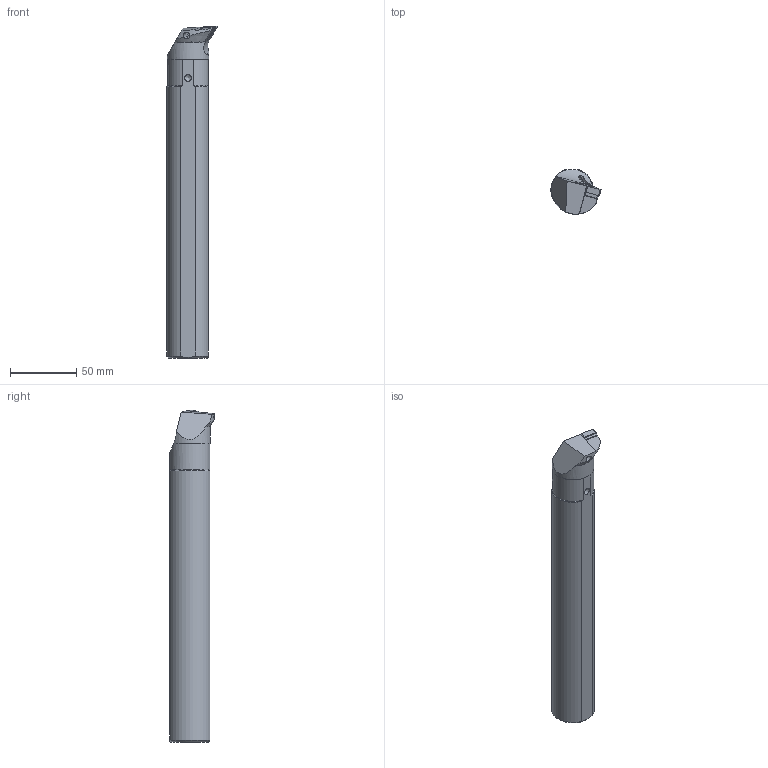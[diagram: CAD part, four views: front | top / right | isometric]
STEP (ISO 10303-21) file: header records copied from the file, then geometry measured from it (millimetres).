
FILE_DESCRIPTION((''),'2;1');
FILE_NAME('PRAM A32S-PDUNR11.stp','2022-10-05T10:18:23',('Oftec7'),(''),'Autodesk Inventor 2013','Autodesk Inventor 2013','');
FILE_SCHEMA(('CONFIG_CONTROL_DESIGN'));
Length unit declared in the file: millimetre
Products named in the file (1): PRAM A32S-PDUNR11
Bounding box: 37.88 x 33.49 x 250.1 mm (x, y, z)
Volume: 175102 mm3; surface area: 33173.4 mm2
Topology: 4 solids, 4 shells, 114 faces, 291 edges, 186 vertices
Faces by surface type: plane 56, cylinder 34, cone 23, torus 1
Full cylindrical faces by diameter (mm): 3 x2, 3.8 x1, 4.9 x1, 5 x2, 5.2 x2, 6 x4, 8 x1
Entity records: 3537 total; most frequent: CARTESIAN_POINT 875, DIRECTION 535, ORIENTED_EDGE 504, EDGE_CURVE 252, AXIS2_PLACEMENT_3D 200, VERTEX_POINT 174, EDGE_LOOP 152, VECTOR 135
